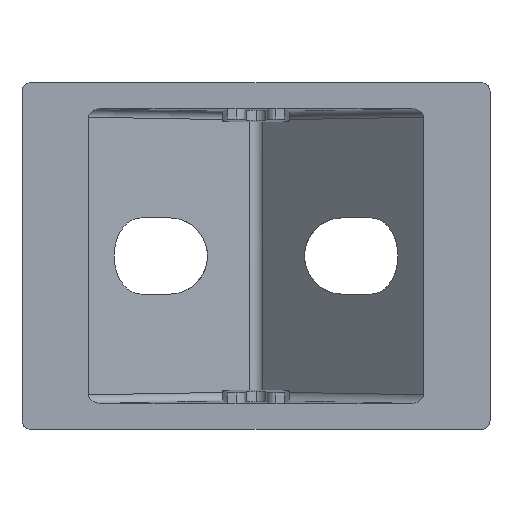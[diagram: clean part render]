
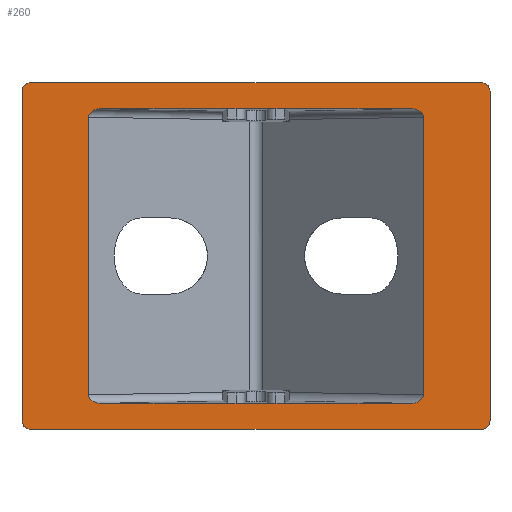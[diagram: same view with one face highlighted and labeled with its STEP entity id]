
A CAD part, front view. The second image highlights one B-rep face of the part: STEP entity #260.
In plain terms, the highlighted planar face has unit normal (0, -1, 0).
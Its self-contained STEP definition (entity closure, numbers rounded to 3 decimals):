
#260=ADVANCED_FACE('NONE',(#660,#661),#662,.F.);
#660=FACE_OUTER_BOUND('',#1196,.T.);
#661=FACE_BOUND('',#1197,.T.);
#662=PLANE('',#1198);
#1196=EDGE_LOOP('',(#1966,#1967,#1968,#1969,#1970,#1971,#1972,#1973));
#1197=EDGE_LOOP('',(#1974,#1975,#1976,#1977,#1978,#1979,#1980,#1981,#1982,#1983,#1984,#1985,#1986,#1987,#1988,#1989));
#1198=AXIS2_PLACEMENT_3D('',#1990,#1991,#1992);
#1966=ORIENTED_EDGE('',*,*,#3445,.T.);
#1967=ORIENTED_EDGE('',*,*,#3446,.T.);
#1968=ORIENTED_EDGE('',*,*,#3447,.T.);
#1969=ORIENTED_EDGE('',*,*,#3448,.T.);
#1970=ORIENTED_EDGE('',*,*,#3449,.F.);
#1971=ORIENTED_EDGE('',*,*,#3450,.T.);
#1972=ORIENTED_EDGE('',*,*,#3451,.F.);
#1973=ORIENTED_EDGE('',*,*,#3452,.T.);
#1974=ORIENTED_EDGE('',*,*,#3292,.F.);
#1975=ORIENTED_EDGE('',*,*,#3453,.T.);
#1976=ORIENTED_EDGE('',*,*,#3454,.T.);
#1977=ORIENTED_EDGE('',*,*,#3455,.T.);
#1978=ORIENTED_EDGE('',*,*,#3456,.T.);
#1979=ORIENTED_EDGE('',*,*,#3457,.T.);
#1980=ORIENTED_EDGE('',*,*,#3269,.T.);
#1981=ORIENTED_EDGE('',*,*,#3458,.T.);
#1982=ORIENTED_EDGE('',*,*,#3263,.T.);
#1983=ORIENTED_EDGE('',*,*,#3459,.T.);
#1984=ORIENTED_EDGE('',*,*,#3460,.F.);
#1985=ORIENTED_EDGE('',*,*,#3461,.T.);
#1986=ORIENTED_EDGE('',*,*,#3301,.F.);
#1987=ORIENTED_EDGE('',*,*,#3462,.F.);
#1988=ORIENTED_EDGE('',*,*,#3296,.F.);
#1989=ORIENTED_EDGE('',*,*,#3463,.F.);
#1990=CARTESIAN_POINT('',(-27.0,0.0,20.0));
#1991=DIRECTION('',(0.0,1.0,0.0));
#1992=DIRECTION('',(1.0,0.0,-0.0));
#3263=EDGE_CURVE('NONE',#3927,#3928,#3929,.T.);
#3269=EDGE_CURVE('NONE',#3938,#3936,#3939,.T.);
#3292=EDGE_CURVE('NONE',#3978,#3976,#3980,.T.);
#3296=EDGE_CURVE('NONE',#3985,#3987,#3988,.T.);
#3301=EDGE_CURVE('NONE',#3994,#3995,#3996,.T.);
#3445=EDGE_CURVE('NONE',#4247,#4248,#4249,.T.);
#3446=EDGE_CURVE('NONE',#4248,#4250,#4251,.T.);
#3447=EDGE_CURVE('NONE',#4250,#4252,#4253,.T.);
#3448=EDGE_CURVE('NONE',#4252,#4254,#4255,.T.);
#3449=EDGE_CURVE('NONE',#4256,#4254,#4257,.T.);
#3450=EDGE_CURVE('NONE',#4256,#4258,#4259,.T.);
#3451=EDGE_CURVE('NONE',#4260,#4258,#4261,.T.);
#3452=EDGE_CURVE('NONE',#4260,#4247,#4262,.T.);
#3453=EDGE_CURVE('NONE',#3978,#4263,#4264,.T.);
#3454=EDGE_CURVE('NONE',#4263,#4265,#4266,.T.);
#3455=EDGE_CURVE('NONE',#4265,#4267,#4268,.T.);
#3456=EDGE_CURVE('NONE',#4267,#4269,#4270,.T.);
#3457=EDGE_CURVE('NONE',#4269,#3938,#4271,.T.);
#3458=EDGE_CURVE('NONE',#3936,#3927,#4272,.T.);
#3459=EDGE_CURVE('NONE',#3928,#4273,#4274,.T.);
#3460=EDGE_CURVE('NONE',#4275,#4273,#4276,.T.);
#3461=EDGE_CURVE('NONE',#4275,#3995,#4277,.T.);
#3462=EDGE_CURVE('NONE',#3987,#3994,#4278,.T.);
#3463=EDGE_CURVE('NONE',#3976,#3985,#4279,.T.);
#3927=VERTEX_POINT('NONE',#4929);
#3928=VERTEX_POINT('NONE',#4930);
#3929=LINE('',#4931,#4932);
#3936=VERTEX_POINT('NONE',#4942);
#3938=VERTEX_POINT('NONE',#4944);
#3939=LINE('',#4945,#4946);
#3976=VERTEX_POINT('NONE',#5066);
#3978=VERTEX_POINT('NONE',#5069);
#3980=LINE('',#5072,#5073);
#3985=VERTEX_POINT('NONE',#5079);
#3987=VERTEX_POINT('NONE',#5081);
#3988=LINE('',#5082,#5083);
#3994=VERTEX_POINT('NONE',#5090);
#3995=VERTEX_POINT('NONE',#5091);
#3996=LINE('',#5092,#5093);
#4247=VERTEX_POINT('NONE',#5667);
#4248=VERTEX_POINT('NONE',#5668);
#4249=LINE('',#5669,#5670);
#4250=VERTEX_POINT('NONE',#5671);
#4251=(B_SPLINE_CURVE(3,(#5673,#5674,#5675,#5676),.UNSPECIFIED.,.F.,.F.)B_SPLINE_CURVE_WITH_KNOTS((4,4),(1.571,3.142),.UNSPECIFIED.)RATIONAL_B_SPLINE_CURVE((1.0,0.805,0.805,1.0))BOUNDED_CURVE()REPRESENTATION_ITEM('')GEOMETRIC_REPRESENTATION_ITEM()CURVE());
#4252=VERTEX_POINT('NONE',#5683);
#4253=LINE('',#5684,#5685);
#4254=VERTEX_POINT('NONE',#5686);
#4255=(B_SPLINE_CURVE(3,(#5688,#5689,#5690,#5691),.UNSPECIFIED.,.F.,.F.)B_SPLINE_CURVE_WITH_KNOTS((4,4),(0.0,1.571),.UNSPECIFIED.)RATIONAL_B_SPLINE_CURVE((1.0,0.805,0.805,1.0))BOUNDED_CURVE()REPRESENTATION_ITEM('')GEOMETRIC_REPRESENTATION_ITEM()CURVE());
#4256=VERTEX_POINT('NONE',#5698);
#4257=LINE('',#5699,#5700);
#4258=VERTEX_POINT('NONE',#5701);
#4259=(B_SPLINE_CURVE(3,(#5703,#5704,#5705,#5706),.UNSPECIFIED.,.F.,.F.)B_SPLINE_CURVE_WITH_KNOTS((4,4),(4.712,6.283),.UNSPECIFIED.)RATIONAL_B_SPLINE_CURVE((1.0,0.805,0.805,1.0))BOUNDED_CURVE()REPRESENTATION_ITEM('')GEOMETRIC_REPRESENTATION_ITEM()CURVE());
#4260=VERTEX_POINT('NONE',#5713);
#4261=LINE('',#5714,#5715);
#4262=(B_SPLINE_CURVE(3,(#5717,#5718,#5719,#5720),.UNSPECIFIED.,.F.,.F.)B_SPLINE_CURVE_WITH_KNOTS((4,4),(3.142,4.712),.UNSPECIFIED.)RATIONAL_B_SPLINE_CURVE((1.0,0.805,0.805,1.0))BOUNDED_CURVE()REPRESENTATION_ITEM('')GEOMETRIC_REPRESENTATION_ITEM()CURVE());
#4263=VERTEX_POINT('NONE',#5727);
#4264=(B_SPLINE_CURVE(3,(#5729,#5730,#5731,#5732),.UNSPECIFIED.,.F.,.F.)B_SPLINE_CURVE_WITH_KNOTS((4,4),(4.737,6.296),.UNSPECIFIED.)RATIONAL_B_SPLINE_CURVE((1.0,0.808,0.808,1.0))BOUNDED_CURVE()REPRESENTATION_ITEM('')GEOMETRIC_REPRESENTATION_ITEM()CURVE());
#4265=VERTEX_POINT('NONE',#5739);
#4266=LINE('',#5740,#5741);
#4267=VERTEX_POINT('NONE',#5742);
#4268=(B_SPLINE_CURVE(3,(#5744,#5745,#5746,#5747),.UNSPECIFIED.,.F.,.F.)B_SPLINE_CURVE_WITH_KNOTS((4,4),(6.271,7.829),.UNSPECIFIED.)RATIONAL_B_SPLINE_CURVE((1.0,0.808,0.808,1.0))BOUNDED_CURVE()REPRESENTATION_ITEM('')GEOMETRIC_REPRESENTATION_ITEM()CURVE());
#4269=VERTEX_POINT('NONE',#5754);
#4270=LINE('',#5755,#5756);
#4271=LINE('',#5757,#5758);
#4272=LINE('',#5759,#5760);
#4273=VERTEX_POINT('NONE',#5761);
#4274=(B_SPLINE_CURVE(3,(#5763,#5764,#5765,#5766),.UNSPECIFIED.,.F.,.F.)B_SPLINE_CURVE_WITH_KNOTS((4,4),(1.595,3.154),.UNSPECIFIED.)RATIONAL_B_SPLINE_CURVE((1.0,0.808,0.808,1.0))BOUNDED_CURVE()REPRESENTATION_ITEM('')GEOMETRIC_REPRESENTATION_ITEM()CURVE());
#4275=VERTEX_POINT('NONE',#5773);
#4276=LINE('',#5774,#5775);
#4277=(B_SPLINE_CURVE(3,(#5777,#5778,#5779,#5780),.UNSPECIFIED.,.F.,.F.)B_SPLINE_CURVE_WITH_KNOTS((4,4),(3.129,4.688),.UNSPECIFIED.)RATIONAL_B_SPLINE_CURVE((1.0,0.808,0.808,1.0))BOUNDED_CURVE()REPRESENTATION_ITEM('')GEOMETRIC_REPRESENTATION_ITEM()CURVE());
#4278=LINE('',#5787,#5788);
#4279=LINE('',#5789,#5790);
#4929=CARTESIAN_POINT('',(3.3,0.,17.0));
#4930=CARTESIAN_POINT('',(17.918,0.,17.0));
#4931=CARTESIAN_POINT('',(-19.315,0.,17.0));
#4932=VECTOR('',#6840,1000.0);
#4942=CARTESIAN_POINT('',(2.3,0.0,17.0));
#4944=CARTESIAN_POINT('',(-2.3,0.,17.0));
#4945=CARTESIAN_POINT('',(-19.315,0.,17.0));
#4946=VECTOR('',#6847,1000.0);
#5066=CARTESIAN_POINT('',(-3.3,0.,-17.0));
#5069=CARTESIAN_POINT('',(-17.918,0.,-17.0));
#5072=CARTESIAN_POINT('',(-19.315,0.,-17.0));
#5073=VECTOR('',#6871,1000.0);
#5079=CARTESIAN_POINT('',(-2.3,0.,-17.0));
#5081=CARTESIAN_POINT('',(2.3,0.0,-17.0));
#5082=CARTESIAN_POINT('',(-19.315,0.,-17.0));
#5083=VECTOR('',#6876,1000.0);
#5090=CARTESIAN_POINT('',(3.3,0.,-17.0));
#5091=CARTESIAN_POINT('',(17.918,0.,-17.0));
#5092=CARTESIAN_POINT('',(-19.315,0.,-17.0));
#5093=VECTOR('',#6884,1000.0);
#5667=CARTESIAN_POINT('',(-27.0,0.0,19.));
#5668=CARTESIAN_POINT('',(-27.0,0.0,-19.));
#5669=CARTESIAN_POINT('',(-27.0,0.0,20.0));
#5670=VECTOR('',#7005,1000.0);
#5671=CARTESIAN_POINT('',(-26.0,0.0,-20.0));
#5673=CARTESIAN_POINT('',(-27.0,0.0,-19.));
#5674=CARTESIAN_POINT('',(-27.0,0.0,-19.586));
#5675=CARTESIAN_POINT('',(-26.586,0.0,-20.0));
#5676=CARTESIAN_POINT('',(-26.0,0.0,-20.0));
#5683=CARTESIAN_POINT('',(26.0,0.0,-20.0));
#5684=CARTESIAN_POINT('',(-27.0,0.0,-20.0));
#5685=VECTOR('',#7006,1000.0);
#5686=CARTESIAN_POINT('',(27.0,0.0,-19.));
#5688=CARTESIAN_POINT('',(26.0,0.0,-20.0));
#5689=CARTESIAN_POINT('',(26.586,0.0,-20.0));
#5690=CARTESIAN_POINT('',(27.0,0.0,-19.586));
#5691=CARTESIAN_POINT('',(27.0,0.0,-19.));
#5698=CARTESIAN_POINT('',(27.0,0.0,19.));
#5699=CARTESIAN_POINT('',(27.0,0.0,20.0));
#5700=VECTOR('',#7007,1000.0);
#5701=CARTESIAN_POINT('',(26.0,0.0,20.0));
#5703=CARTESIAN_POINT('',(27.0,0.0,19.));
#5704=CARTESIAN_POINT('',(27.0,0.0,19.586));
#5705=CARTESIAN_POINT('',(26.586,0.0,20.0));
#5706=CARTESIAN_POINT('',(26.0,0.0,20.0));
#5713=CARTESIAN_POINT('',(-26.0,0.0,20.0));
#5714=CARTESIAN_POINT('',(-27.0,0.0,20.0));
#5715=VECTOR('',#7008,1000.0);
#5717=CARTESIAN_POINT('',(-26.0,0.0,20.0));
#5718=CARTESIAN_POINT('',(-26.586,0.0,20.0));
#5719=CARTESIAN_POINT('',(-27.0,0.0,19.586));
#5720=CARTESIAN_POINT('',(-27.0,0.0,19.));
#5727=CARTESIAN_POINT('',(-19.315,0.,-16.012));
#5729=CARTESIAN_POINT('',(-17.918,0.,-17.0));
#5730=CARTESIAN_POINT('',(-18.738,0.0,-17.0));
#5731=CARTESIAN_POINT('',(-19.315,0.0,-16.592));
#5732=CARTESIAN_POINT('',(-19.315,0.,-16.012));
#5739=CARTESIAN_POINT('',(-19.315,0.,16.012));
#5740=CARTESIAN_POINT('',(-19.315,0.,-17.0));
#5741=VECTOR('',#7009,1000.0);
#5742=CARTESIAN_POINT('',(-17.918,0.,17.0));
#5744=CARTESIAN_POINT('',(-19.315,0.,16.012));
#5745=CARTESIAN_POINT('',(-19.315,0.0,16.592));
#5746=CARTESIAN_POINT('',(-18.738,0.0,17.0));
#5747=CARTESIAN_POINT('',(-17.918,0.,17.0));
#5754=CARTESIAN_POINT('',(-3.3,0.,17.0));
#5755=CARTESIAN_POINT('',(-19.315,0.,17.0));
#5756=VECTOR('',#7010,1000.0);
#5757=CARTESIAN_POINT('',(-2.3,0.0,17.0));
#5758=VECTOR('',#7011,1000.0);
#5759=CARTESIAN_POINT('',(3.3,0.,17.0));
#5760=VECTOR('',#7012,1000.0);
#5761=CARTESIAN_POINT('',(19.315,0.,16.012));
#5763=CARTESIAN_POINT('',(17.918,0.,17.0));
#5764=CARTESIAN_POINT('',(18.738,0.,17.0));
#5765=CARTESIAN_POINT('',(19.315,0.,16.592));
#5766=CARTESIAN_POINT('',(19.315,0.,16.012));
#5773=CARTESIAN_POINT('',(19.315,0.,-16.012));
#5774=CARTESIAN_POINT('',(19.315,0.,-17.0));
#5775=VECTOR('',#7013,1000.0);
#5777=CARTESIAN_POINT('',(19.315,0.,-16.012));
#5778=CARTESIAN_POINT('',(19.315,0.0,-16.592));
#5779=CARTESIAN_POINT('',(18.738,0.0,-17.0));
#5780=CARTESIAN_POINT('',(17.918,0.,-17.0));
#5787=CARTESIAN_POINT('',(3.3,0.,-17.0));
#5788=VECTOR('',#7014,1000.0);
#5789=CARTESIAN_POINT('',(-2.3,0.0,-17.0));
#5790=VECTOR('',#7015,1000.0);
#6840=DIRECTION('',(1.0,0.0,0.0));
#6847=DIRECTION('',(1.0,0.0,0.0));
#6871=DIRECTION('',(1.0,0.0,0.0));
#6876=DIRECTION('',(1.0,0.0,0.0));
#6884=DIRECTION('',(1.0,0.0,0.0));
#7005=DIRECTION('',(-0.0,-0.0,-1.0));
#7006=DIRECTION('',(1.0,0.0,0.0));
#7007=DIRECTION('',(-0.0,-0.0,-1.0));
#7008=DIRECTION('',(1.0,0.0,0.0));
#7009=DIRECTION('',(-0.0,-0.0,1.0));
#7010=DIRECTION('',(1.0,0.0,0.0));
#7011=DIRECTION('',(1.0,0.,0.0));
#7012=DIRECTION('',(1.0,0.,0.0));
#7013=DIRECTION('',(-0.0,-0.0,1.0));
#7014=DIRECTION('',(1.0,0.,-0.0));
#7015=DIRECTION('',(1.0,0.,-0.0));
